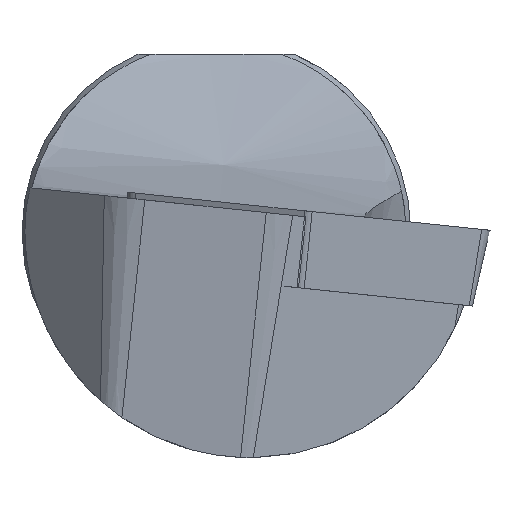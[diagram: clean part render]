
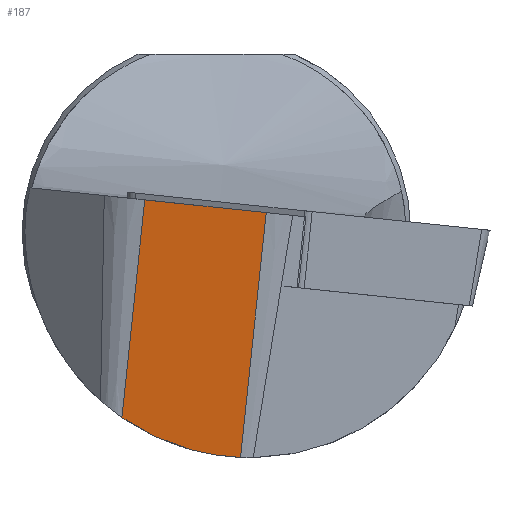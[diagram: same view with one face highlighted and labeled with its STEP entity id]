
A CAD part, left-side view. The second image highlights one B-rep face of the part: STEP entity #187.
In plain terms, the highlighted planar face has unit normal (-0.993, 0.013, -0.121).
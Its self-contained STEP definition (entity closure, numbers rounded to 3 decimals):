
#187=ADVANCED_FACE('',(#244),#223,.T.);
#223=PLANE('',#792);
#244=FACE_OUTER_BOUND('',#281,.T.);
#281=EDGE_LOOP('',(#348,#349,#350,#351));
#318=ELLIPSE('',#791,11.687,11.6);
#348=ORIENTED_EDGE('',*,*,#606,.T.);
#349=ORIENTED_EDGE('',*,*,#607,.T.);
#350=ORIENTED_EDGE('',*,*,#608,.F.);
#351=ORIENTED_EDGE('',*,*,#609,.T.);
#538=VERTEX_POINT('',#1093);
#539=VERTEX_POINT('',#1094);
#540=VERTEX_POINT('',#1096);
#541=VERTEX_POINT('',#1098);
#606=EDGE_CURVE('',#538,#539,#694,.T.);
#607=EDGE_CURVE('',#539,#540,#318,.T.);
#608=EDGE_CURVE('',#541,#540,#695,.T.);
#609=EDGE_CURVE('',#541,#538,#696,.T.);
#694=LINE('',#1092,#742);
#695=LINE('',#1097,#743);
#696=LINE('',#1099,#744);
#742=VECTOR('',#876,1.);
#743=VECTOR('',#879,1.);
#744=VECTOR('',#880,1.);
#791=AXIS2_PLACEMENT_3D('',#1095,#877,#878);
#792=AXIS2_PLACEMENT_3D('',#1100,#881,#882);
#876=DIRECTION('',(0.122,0.104,-0.987));
#877=DIRECTION('',(-0.993,0.013,-0.121));
#878=DIRECTION('',(0.122,0.104,-0.987));
#879=DIRECTION('',(0.122,0.104,-0.987));
#880=DIRECTION('',(0.,0.995,0.105));
#881=DIRECTION('',(-0.993,0.013,-0.121));
#882=DIRECTION('',(-0.121,0.,0.993));
#1092=CARTESIAN_POINT('',(0.,3.655,1.961));
#1093=CARTESIAN_POINT('',(0.037,3.686,1.662));
#1094=CARTESIAN_POINT('',(1.419,4.862,-9.531));
#1095=CARTESIAN_POINT('',(0.17,-1.75,0.));
#1096=CARTESIAN_POINT('',(1.592,-1.237,-11.589));
#1097=CARTESIAN_POINT('',(0.,-2.592,1.304));
#1098=CARTESIAN_POINT('',(0.037,-2.56,1.006));
#1099=CARTESIAN_POINT('',(0.037,-0.133,1.261));
#1100=CARTESIAN_POINT('',(0.,-2.592,1.304));
